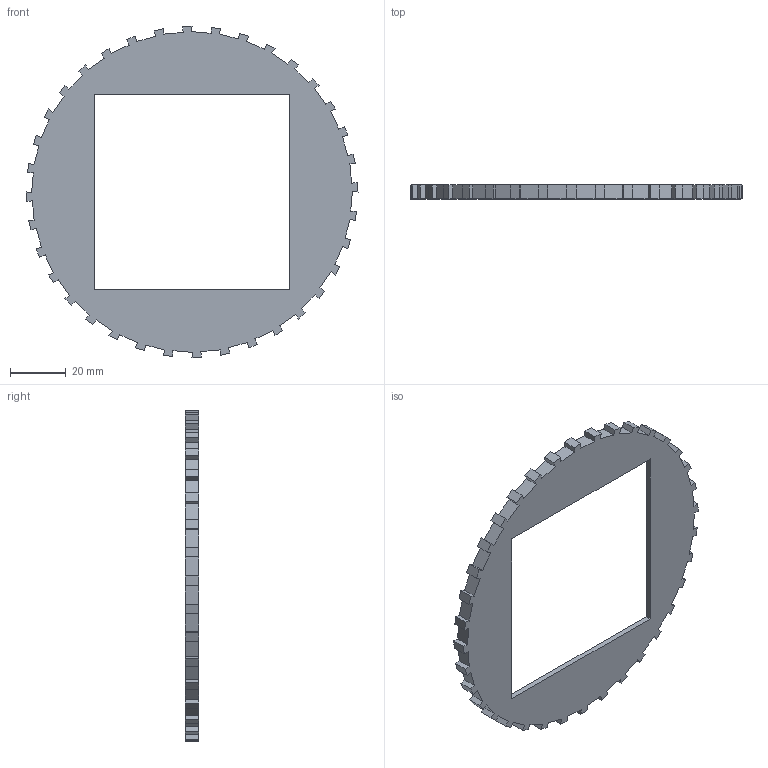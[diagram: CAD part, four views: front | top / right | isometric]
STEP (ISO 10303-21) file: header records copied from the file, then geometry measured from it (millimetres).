
FILE_DESCRIPTION(/* description */ (''),/* implementation_level */ '2;1');
FILE_NAME(/* name */ '',/* time_stamp */ '2025-04-28T16:42:06+03:00',/* author */ (''),/* organization */ (''),/* preprocessor_version */ 'ST-DEVELOPER v20.1',/* originating_system */ 'Autodesk Translation Framework v14.4.0.0',/* authorisation */ '');
FILE_SCHEMA (('AUTOMOTIVE_DESIGN { 1 0 10303 214 3 1 1 }'));
Length unit declared in the file: millimetre
Products named in the file (1): Деталь1_По умолчанию
Bounding box: 118.63 x 5 x 118.63 mm (x, y, z)
Volume: 23463.2 mm3; surface area: 15286.3 mm2
Topology: 1 solids, 1 shells, 155 faces, 456 edges, 304 vertices
Faces by surface type: plane 155
Entity records: 5094 total; most frequent: CARTESIAN_POINT 916, ORIENTED_EDGE 912, DIRECTION 768, LINE 456, VECTOR 456, EDGE_CURVE 456, VERTEX_POINT 304, EDGE_LOOP 158
